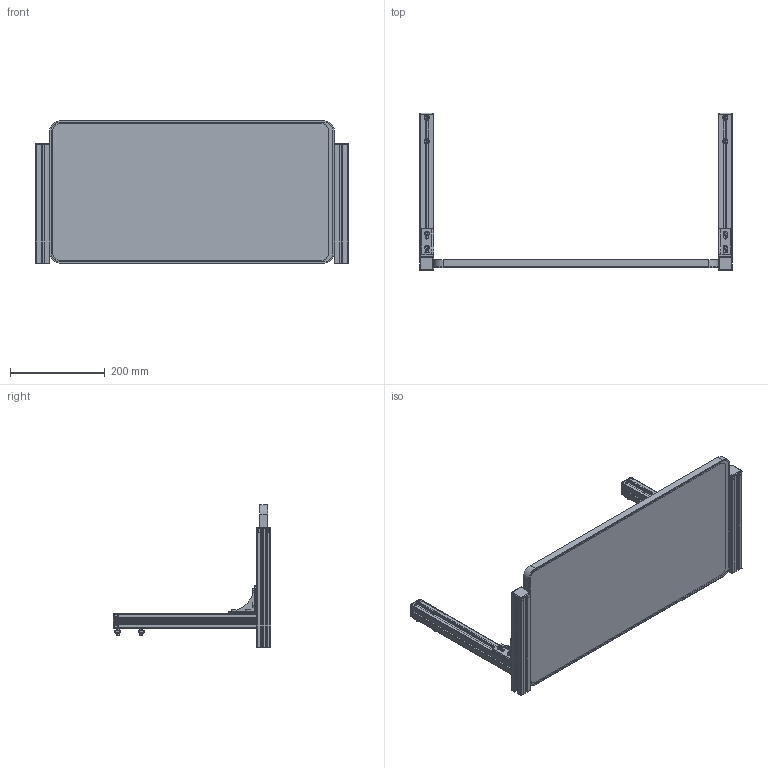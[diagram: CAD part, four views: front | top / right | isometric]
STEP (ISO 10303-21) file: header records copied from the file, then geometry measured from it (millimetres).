
FILE_DESCRIPTION (( 'STEP AP214' ), '1' );
FILE_NAME ('SIC-M218.018.600.STEP', '2019-02-19T12:20:04', ( '' ), ( '' ), 'SwSTEP 2.0', 'SolidWorks 2018', '' );
FILE_SCHEMA (( 'AUTOMOTIVE_DESIGN' ));
Length unit declared in the file: millimetre
Products named in the file (1): SIC-M218.018.600
Bounding box: 660 x 332.5 x 300 mm (x, y, z)
Volume: 1167539.4 mm3; surface area: 1197064.5 mm2
Topology: 33 solids, 33 shells, 1202 faces, 3084 edges, 1972 vertices
Faces by surface type: plane 664, cylinder 386, torus 88, cone 48, bspline 16
Entity records: 54232 total; most frequent: CARTESIAN_POINT 11065, DIRECTION 6208, ORIENTED_EDGE 6120, EDGE_CURVE 3060, AXIS2_PLACEMENT_3D 2155, VERTEX_POINT 1972, VECTOR 1898, LINE 1898
